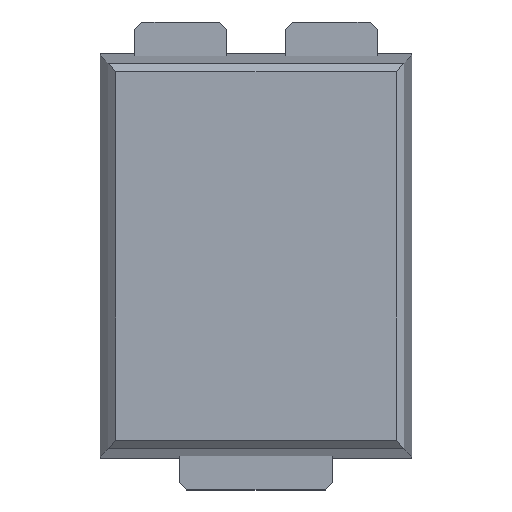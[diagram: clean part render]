
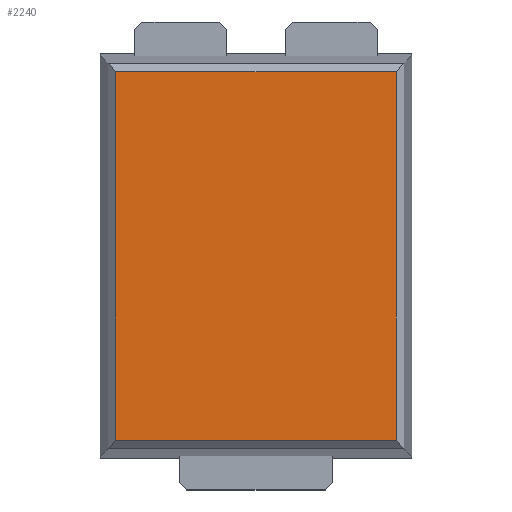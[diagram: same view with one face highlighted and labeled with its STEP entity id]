
A CAD part, top view. The second image highlights one B-rep face of the part: STEP entity #2240.
In plain terms, the highlighted planar face has unit normal (0, 0, 1).
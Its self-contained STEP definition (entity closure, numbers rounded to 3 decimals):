
#1892 = PLANE('',#1893);
#1893 = AXIS2_PLACEMENT_3D('',#1894,#1895,#1896);
#1894 = CARTESIAN_POINT('',(-2.075,-2.057,1.02));
#1895 = DIRECTION('',(0.,-0.656,0.755)
  );
#1896 = DIRECTION('',(1.,0.,0.));
#1971 = PLANE('',#1972);
#1972 = AXIS2_PLACEMENT_3D('',#1973,#1974,#1975);
#1973 = CARTESIAN_POINT('',(-2.031,-2.1,1.02));
#1974 = DIRECTION('',(0.664,0.,-0.747)
  );
#1975 = DIRECTION('',(0.,1.,0.));
#1987 = VERTEX_POINT('',#1988);
#1988 = CARTESIAN_POINT('',(-1.975,-2.,1.07));
#2011 = VERTEX_POINT('',#2012);
#2012 = CARTESIAN_POINT('',(1.975,-2.,1.07));
#2026 = PLANE('',#2027);
#2027 = AXIS2_PLACEMENT_3D('',#2028,#2029,#2030);
#2028 = CARTESIAN_POINT('',(2.031,-2.1,1.02));
#2029 = DIRECTION('',(0.664,0.,0.747));
#2030 = DIRECTION('',(0.,1.,0.));
#2038 = EDGE_CURVE('',#1987,#2011,#2039,.T.);
#2039 = SURFACE_CURVE('',#2040,(#2044,#2051),.PCURVE_S1.);
#2040 = LINE('',#2041,#2042);
#2041 = CARTESIAN_POINT('',(-2.075,-2.,1.07));
#2042 = VECTOR('',#2043,1.);
#2043 = DIRECTION('',(1.,0.,0.));
#2044 = PCURVE('',#1892,#2045);
#2045 = DEFINITIONAL_REPRESENTATION('',(#2046),#2050);
#2046 = LINE('',#2047,#2048);
#2047 = CARTESIAN_POINT('',(0.,0.076));
#2048 = VECTOR('',#2049,1.);
#2049 = DIRECTION('',(1.,0.));
#2050 = ( GEOMETRIC_REPRESENTATION_CONTEXT(2) 
PARAMETRIC_REPRESENTATION_CONTEXT() REPRESENTATION_CONTEXT('2D SPACE',''
  ) );
#2051 = PCURVE('',#2052,#2057);
#2052 = PLANE('',#2053);
#2053 = AXIS2_PLACEMENT_3D('',#2054,#2055,#2056);
#2054 = CARTESIAN_POINT('',(0.,0.6,1.07));
#2055 = DIRECTION('',(0.,0.,1.));
#2056 = DIRECTION('',(1.,0.,0.));
#2057 = DEFINITIONAL_REPRESENTATION('',(#2058),#2062);
#2058 = LINE('',#2059,#2060);
#2059 = CARTESIAN_POINT('',(-2.075,-2.6));
#2060 = VECTOR('',#2061,1.);
#2061 = DIRECTION('',(1.,0.));
#2062 = ( GEOMETRIC_REPRESENTATION_CONTEXT(2) 
PARAMETRIC_REPRESENTATION_CONTEXT() REPRESENTATION_CONTEXT('2D SPACE',''
  ) );
#2166 = VERTEX_POINT('',#2167);
#2167 = CARTESIAN_POINT('',(-1.975,3.2,1.07));
#2181 = PLANE('',#2182);
#2182 = AXIS2_PLACEMENT_3D('',#2183,#2184,#2185);
#2183 = CARTESIAN_POINT('',(-2.075,3.257,1.02));
#2184 = DIRECTION('',(0.,-0.656,
    -0.755));
#2185 = DIRECTION('',(1.,0.,0.));
#2193 = EDGE_CURVE('',#1987,#2166,#2194,.T.);
#2194 = SURFACE_CURVE('',#2195,(#2199,#2206),.PCURVE_S1.);
#2195 = LINE('',#2196,#2197);
#2196 = CARTESIAN_POINT('',(-1.975,-2.1,1.07));
#2197 = VECTOR('',#2198,1.);
#2198 = DIRECTION('',(0.,1.,0.));
#2199 = PCURVE('',#1971,#2200);
#2200 = DEFINITIONAL_REPRESENTATION('',(#2201),#2205);
#2201 = LINE('',#2202,#2203);
#2202 = CARTESIAN_POINT('',(0.,0.075));
#2203 = VECTOR('',#2204,1.);
#2204 = DIRECTION('',(1.,0.));
#2205 = ( GEOMETRIC_REPRESENTATION_CONTEXT(2) 
PARAMETRIC_REPRESENTATION_CONTEXT() REPRESENTATION_CONTEXT('2D SPACE',''
  ) );
#2206 = PCURVE('',#2052,#2207);
#2207 = DEFINITIONAL_REPRESENTATION('',(#2208),#2212);
#2208 = LINE('',#2209,#2210);
#2209 = CARTESIAN_POINT('',(-1.975,-2.7));
#2210 = VECTOR('',#2211,1.);
#2211 = DIRECTION('',(0.,1.));
#2212 = ( GEOMETRIC_REPRESENTATION_CONTEXT(2) 
PARAMETRIC_REPRESENTATION_CONTEXT() REPRESENTATION_CONTEXT('2D SPACE',''
  ) );
#2240 = ADVANCED_FACE('',(#2241),#2052,.T.);
#2241 = FACE_BOUND('',#2242,.T.);
#2242 = EDGE_LOOP('',(#2243,#2244,#2267,#2288));
#2243 = ORIENTED_EDGE('',*,*,#2038,.T.);
#2244 = ORIENTED_EDGE('',*,*,#2245,.T.);
#2245 = EDGE_CURVE('',#2011,#2246,#2248,.T.);
#2246 = VERTEX_POINT('',#2247);
#2247 = CARTESIAN_POINT('',(1.975,3.2,1.07));
#2248 = SURFACE_CURVE('',#2249,(#2253,#2260),.PCURVE_S1.);
#2249 = LINE('',#2250,#2251);
#2250 = CARTESIAN_POINT('',(1.975,-2.1,1.07));
#2251 = VECTOR('',#2252,1.);
#2252 = DIRECTION('',(0.,1.,0.));
#2253 = PCURVE('',#2052,#2254);
#2254 = DEFINITIONAL_REPRESENTATION('',(#2255),#2259);
#2255 = LINE('',#2256,#2257);
#2256 = CARTESIAN_POINT('',(1.975,-2.7));
#2257 = VECTOR('',#2258,1.);
#2258 = DIRECTION('',(0.,1.));
#2259 = ( GEOMETRIC_REPRESENTATION_CONTEXT(2) 
PARAMETRIC_REPRESENTATION_CONTEXT() REPRESENTATION_CONTEXT('2D SPACE',''
  ) );
#2260 = PCURVE('',#2026,#2261);
#2261 = DEFINITIONAL_REPRESENTATION('',(#2262),#2266);
#2262 = LINE('',#2263,#2264);
#2263 = CARTESIAN_POINT('',(0.,0.075));
#2264 = VECTOR('',#2265,1.);
#2265 = DIRECTION('',(1.,0.));
#2266 = ( GEOMETRIC_REPRESENTATION_CONTEXT(2) 
PARAMETRIC_REPRESENTATION_CONTEXT() REPRESENTATION_CONTEXT('2D SPACE',''
  ) );
#2267 = ORIENTED_EDGE('',*,*,#2268,.F.);
#2268 = EDGE_CURVE('',#2166,#2246,#2269,.T.);
#2269 = SURFACE_CURVE('',#2270,(#2274,#2281),.PCURVE_S1.);
#2270 = LINE('',#2271,#2272);
#2271 = CARTESIAN_POINT('',(-2.075,3.2,1.07));
#2272 = VECTOR('',#2273,1.);
#2273 = DIRECTION('',(1.,0.,0.));
#2274 = PCURVE('',#2052,#2275);
#2275 = DEFINITIONAL_REPRESENTATION('',(#2276),#2280);
#2276 = LINE('',#2277,#2278);
#2277 = CARTESIAN_POINT('',(-2.075,2.6));
#2278 = VECTOR('',#2279,1.);
#2279 = DIRECTION('',(1.,0.));
#2280 = ( GEOMETRIC_REPRESENTATION_CONTEXT(2) 
PARAMETRIC_REPRESENTATION_CONTEXT() REPRESENTATION_CONTEXT('2D SPACE',''
  ) );
#2281 = PCURVE('',#2181,#2282);
#2282 = DEFINITIONAL_REPRESENTATION('',(#2283),#2287);
#2283 = LINE('',#2284,#2285);
#2284 = CARTESIAN_POINT('',(0.,0.076));
#2285 = VECTOR('',#2286,1.);
#2286 = DIRECTION('',(1.,0.));
#2287 = ( GEOMETRIC_REPRESENTATION_CONTEXT(2) 
PARAMETRIC_REPRESENTATION_CONTEXT() REPRESENTATION_CONTEXT('2D SPACE',''
  ) );
#2288 = ORIENTED_EDGE('',*,*,#2193,.F.);
